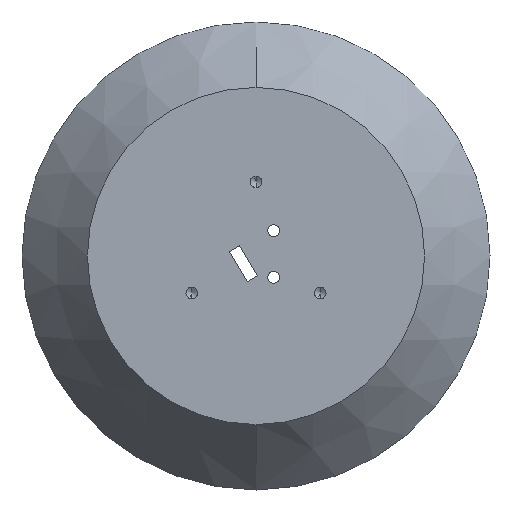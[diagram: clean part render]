
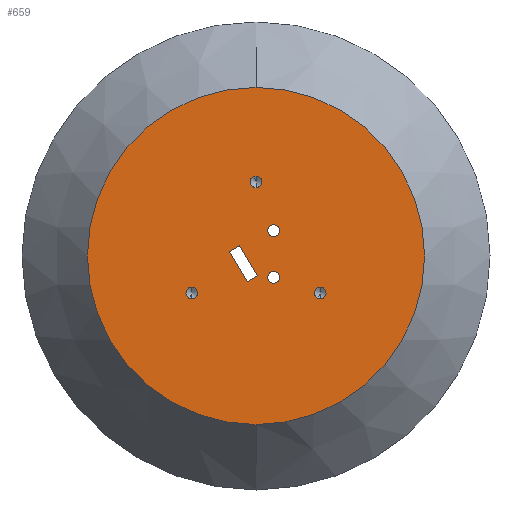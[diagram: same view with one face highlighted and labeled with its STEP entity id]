
A CAD part, front view. The second image highlights one B-rep face of the part: STEP entity #659.
In plain terms, the highlighted planar face has unit normal (0, -1, 0).
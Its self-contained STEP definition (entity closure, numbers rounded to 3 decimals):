
#6 = ORIENTED_EDGE ( 'NONE', *, *, #927, .F. ) ;
#9 = DIRECTION ( 'NONE',  ( 0., -1., 0. ) ) ;
#12 = CIRCLE ( 'NONE', #957, 1.5 ) ;
#15 = CIRCLE ( 'NONE', #483, 1.5 ) ;
#22 = CARTESIAN_POINT ( 'NONE',  ( 4.5, -20., 6.5 ) ) ;
#33 = CARTESIAN_POINT ( 'NONE',  ( -16.454, -20., -9.5 ) ) ;
#37 = FACE_BOUND ( 'NONE', #509, .T. ) ;
#38 = CIRCLE ( 'NONE', #69, 43.218 ) ;
#41 = VERTEX_POINT ( 'NONE', #81 ) ;
#51 = EDGE_CURVE ( 'NONE', #754, #729, #1113, .T. ) ;
#69 = AXIS2_PLACEMENT_3D ( 'NONE', #1153, #638, #1532 ) ;
#75 = VERTEX_POINT ( 'NONE', #1123 ) ;
#81 = CARTESIAN_POINT ( 'NONE',  ( 0., -20., 20.5 ) ) ;
#84 = CARTESIAN_POINT ( 'NONE',  ( -2.228, -20., -6.594 ) ) ;
#89 = CARTESIAN_POINT ( 'NONE',  ( -16.454, -20., -9.5 ) ) ;
#91 = VECTOR ( 'NONE', #739, 1000. ) ;
#92 = ORIENTED_EDGE ( 'NONE', *, *, #815, .F. ) ;
#126 = AXIS2_PLACEMENT_3D ( 'NONE', #33, #712, #1194 ) ;
#137 = DIRECTION ( 'NONE',  ( 0., 0., 1. ) ) ;
#144 = CARTESIAN_POINT ( 'NONE',  ( 16.454, -20., -8. ) ) ;
#210 = EDGE_CURVE ( 'NONE', #894, #652, #1281, .T. ) ;
#221 = DIRECTION ( 'NONE',  ( 0., 0., 1. ) ) ;
#227 = DIRECTION ( 'NONE',  ( 0., 0., 1. ) ) ;
#240 = DIRECTION ( 'NONE',  ( 0., -1., 0. ) ) ;
#267 = EDGE_LOOP ( 'NONE', ( #1102, #656 ) ) ;
#268 = DIRECTION ( 'NONE',  ( 0., 1., 0. ) ) ;
#269 = DIRECTION ( 'NONE',  ( 0., 1., 0. ) ) ;
#277 = DIRECTION ( 'NONE',  ( 0., 0., 1. ) ) ;
#280 = CARTESIAN_POINT ( 'NONE',  ( 0., -20., 0. ) ) ;
#305 = DIRECTION ( 'NONE',  ( 0., 0., 1. ) ) ;
#314 = CIRCLE ( 'NONE', #392, 1.5 ) ;
#315 = CIRCLE ( 'NONE', #1259, 1.5 ) ;
#318 = VERTEX_POINT ( 'NONE', #1633 ) ;
#345 = FACE_OUTER_BOUND ( 'NONE', #1558, .T. ) ;
#351 = DIRECTION ( 'NONE',  ( 0., 0., -1. ) ) ;
#353 = EDGE_LOOP ( 'NONE', ( #1181, #1336 ) ) ;
#356 = VERTEX_POINT ( 'NONE', #755 ) ;
#361 = CARTESIAN_POINT ( 'NONE',  ( 0.342, -20., -5.047 ) ) ;
#371 = VERTEX_POINT ( 'NONE', #1010 ) ;
#379 = DIRECTION ( 'NONE',  ( 0., 0., -1. ) ) ;
#383 = VERTEX_POINT ( 'NONE', #1129 ) ;
#384 = CARTESIAN_POINT ( 'NONE',  ( -6.87, -20., 1.117 ) ) ;
#391 = ORIENTED_EDGE ( 'NONE', *, *, #1234, .T. ) ;
#392 = AXIS2_PLACEMENT_3D ( 'NONE', #908, #9, #1554 ) ;
#408 = EDGE_CURVE ( 'NONE', #383, #318, #1152, .T. ) ;
#439 = DIRECTION ( 'NONE',  ( -0.516, 0., 0.857 ) ) ;
#452 = EDGE_CURVE ( 'NONE', #528, #371, #556, .T. ) ;
#454 = ORIENTED_EDGE ( 'NONE', *, *, #1330, .T. ) ;
#472 = VERTEX_POINT ( 'NONE', #1424 ) ;
#483 = AXIS2_PLACEMENT_3D ( 'NONE', #655, #269, #277 ) ;
#484 = EDGE_CURVE ( 'NONE', #472, #41, #925, .T. ) ;
#493 = CARTESIAN_POINT ( 'NONE',  ( 4.5, -20., -4. ) ) ;
#504 = AXIS2_PLACEMENT_3D ( 'NONE', #1324, #546, #926 ) ;
#509 = EDGE_LOOP ( 'NONE', ( #674, #766, #514, #740 ) ) ;
#513 = EDGE_CURVE ( 'NONE', #545, #1227, #314, .T. ) ;
#514 = ORIENTED_EDGE ( 'NONE', *, *, #51, .T. ) ;
#528 = VERTEX_POINT ( 'NONE', #890 ) ;
#530 = CARTESIAN_POINT ( 'NONE',  ( 0., -20., 19. ) ) ;
#539 = CARTESIAN_POINT ( 'NONE',  ( 4.5, -20., -7. ) ) ;
#540 = CARTESIAN_POINT ( 'NONE',  ( 16.454, -20., -9.5 ) ) ;
#545 = VERTEX_POINT ( 'NONE', #144 ) ;
#546 = DIRECTION ( 'NONE',  ( 0., 1., 0. ) ) ;
#550 = VERTEX_POINT ( 'NONE', #539 ) ;
#556 = CIRCLE ( 'NONE', #1640, 1.5 ) ;
#564 = FACE_BOUND ( 'NONE', #267, .T. ) ;
#588 = EDGE_CURVE ( 'NONE', #729, #383, #1582, .T. ) ;
#593 = CIRCLE ( 'NONE', #1095, 1.5 ) ;
#633 = EDGE_CURVE ( 'NONE', #371, #528, #1465, .T. ) ;
#638 = DIRECTION ( 'NONE',  ( 0., 1., 0. ) ) ;
#652 = VERTEX_POINT ( 'NONE', #1457 ) ;
#655 = CARTESIAN_POINT ( 'NONE',  ( 4.5, -20., -5.5 ) ) ;
#656 = ORIENTED_EDGE ( 'NONE', *, *, #919, .F. ) ;
#658 = DIRECTION ( 'NONE',  ( 0., -1., 0. ) ) ;
#659 = ADVANCED_FACE ( 'NONE', ( #37, #564, #1074, #1081, #1577, #707, #345 ), #1262, .F. ) ;
#674 = ORIENTED_EDGE ( 'NONE', *, *, #408, .T. ) ;
#698 = CARTESIAN_POINT ( 'NONE',  ( -2.228, -20., -6.594 ) ) ;
#707 = FACE_BOUND ( 'NONE', #1053, .T. ) ;
#712 = DIRECTION ( 'NONE',  ( 0., -1., 0. ) ) ;
#727 = EDGE_LOOP ( 'NONE', ( #92, #6 ) ) ;
#729 = VERTEX_POINT ( 'NONE', #84 ) ;
#739 = DIRECTION ( 'NONE',  ( -0.857, 0., -0.516 ) ) ;
#740 = ORIENTED_EDGE ( 'NONE', *, *, #588, .T. ) ;
#746 = DIRECTION ( 'NONE',  ( 0., 0., -1. ) ) ;
#754 = VERTEX_POINT ( 'NONE', #361 ) ;
#755 = CARTESIAN_POINT ( 'NONE',  ( -16.454, -20., -11. ) ) ;
#766 = ORIENTED_EDGE ( 'NONE', *, *, #1148, .F. ) ;
#791 = DIRECTION ( 'NONE',  ( 0., 1., 0. ) ) ;
#794 = VECTOR ( 'NONE', #802, 1000. ) ;
#802 = DIRECTION ( 'NONE',  ( -0.516, 0., 0.857 ) ) ;
#815 = EDGE_CURVE ( 'NONE', #356, #75, #852, .T. ) ;
#852 = CIRCLE ( 'NONE', #126, 1.5 ) ;
#855 = VECTOR ( 'NONE', #439, 1000. ) ;
#864 = CARTESIAN_POINT ( 'NONE',  ( 0.342, -20., -5.047 ) ) ;
#890 = CARTESIAN_POINT ( 'NONE',  ( 4.5, -20., 5. ) ) ;
#894 = VERTEX_POINT ( 'NONE', #1096 ) ;
#903 = AXIS2_PLACEMENT_3D ( 'NONE', #530, #658, #1429 ) ;
#908 = CARTESIAN_POINT ( 'NONE',  ( 16.454, -20., -9.5 ) ) ;
#919 = EDGE_CURVE ( 'NONE', #41, #472, #315, .T. ) ;
#925 = CIRCLE ( 'NONE', #903, 1.5 ) ;
#926 = DIRECTION ( 'NONE',  ( 0., 0., 1. ) ) ;
#927 = EDGE_CURVE ( 'NONE', #75, #356, #12, .T. ) ;
#957 = AXIS2_PLACEMENT_3D ( 'NONE', #89, #1367, #351 ) ;
#958 = CARTESIAN_POINT ( 'NONE',  ( 0.342, -20., -5.047 ) ) ;
#983 = DIRECTION ( 'NONE',  ( 0., 1., 0. ) ) ;
#1010 = CARTESIAN_POINT ( 'NONE',  ( 4.5, -20., 8. ) ) ;
#1029 = ORIENTED_EDGE ( 'NONE', *, *, #210, .F. ) ;
#1053 = EDGE_LOOP ( 'NONE', ( #1530, #1177 ) ) ;
#1064 = AXIS2_PLACEMENT_3D ( 'NONE', #1373, #1623, #221 ) ;
#1074 = FACE_BOUND ( 'NONE', #353, .T. ) ;
#1081 = FACE_BOUND ( 'NONE', #727, .T. ) ;
#1090 = AXIS2_PLACEMENT_3D ( 'NONE', #280, #791, #305 ) ;
#1095 = AXIS2_PLACEMENT_3D ( 'NONE', #1354, #983, #227 ) ;
#1096 = CARTESIAN_POINT ( 'NONE',  ( 0., -20., -43.218 ) ) ;
#1102 = ORIENTED_EDGE ( 'NONE', *, *, #484, .F. ) ;
#1113 = LINE ( 'NONE', #864, #91 ) ;
#1122 = CARTESIAN_POINT ( 'NONE',  ( 0., -20., 19. ) ) ;
#1123 = CARTESIAN_POINT ( 'NONE',  ( -16.454, -20., -8. ) ) ;
#1127 = ORIENTED_EDGE ( 'NONE', *, *, #1320, .F. ) ;
#1129 = CARTESIAN_POINT ( 'NONE',  ( -6.87, -20., 1.117 ) ) ;
#1148 = EDGE_CURVE ( 'NONE', #754, #318, #1204, .T. ) ;
#1149 = AXIS2_PLACEMENT_3D ( 'NONE', #540, #1526, #379 ) ;
#1152 = LINE ( 'NONE', #384, #1589 ) ;
#1153 = CARTESIAN_POINT ( 'NONE',  ( 0., -20., 0. ) ) ;
#1177 = ORIENTED_EDGE ( 'NONE', *, *, #452, .T. ) ;
#1181 = ORIENTED_EDGE ( 'NONE', *, *, #1283, .F. ) ;
#1194 = DIRECTION ( 'NONE',  ( 0., 0., -1. ) ) ;
#1203 = CIRCLE ( 'NONE', #1149, 1.5 ) ;
#1204 = LINE ( 'NONE', #958, #855 ) ;
#1207 = VERTEX_POINT ( 'NONE', #493 ) ;
#1227 = VERTEX_POINT ( 'NONE', #1363 ) ;
#1234 = EDGE_CURVE ( 'NONE', #550, #1207, #593, .T. ) ;
#1259 = AXIS2_PLACEMENT_3D ( 'NONE', #1122, #240, #746 ) ;
#1262 = PLANE ( 'NONE',  #1064 ) ;
#1281 = CIRCLE ( 'NONE', #1090, 43.218 ) ;
#1283 = EDGE_CURVE ( 'NONE', #1227, #545, #1203, .T. ) ;
#1320 = EDGE_CURVE ( 'NONE', #652, #894, #38, .T. ) ;
#1324 = CARTESIAN_POINT ( 'NONE',  ( 4.5, -20., 6.5 ) ) ;
#1326 = EDGE_LOOP ( 'NONE', ( #454, #391 ) ) ;
#1330 = EDGE_CURVE ( 'NONE', #1207, #550, #15, .T. ) ;
#1336 = ORIENTED_EDGE ( 'NONE', *, *, #513, .F. ) ;
#1354 = CARTESIAN_POINT ( 'NONE',  ( 4.5, -20., -5.5 ) ) ;
#1363 = CARTESIAN_POINT ( 'NONE',  ( 16.454, -20., -11. ) ) ;
#1367 = DIRECTION ( 'NONE',  ( 0., -1., 0. ) ) ;
#1373 = CARTESIAN_POINT ( 'NONE',  ( 0., -20., 0. ) ) ;
#1424 = CARTESIAN_POINT ( 'NONE',  ( 0., -20., 17.5 ) ) ;
#1429 = DIRECTION ( 'NONE',  ( 0., 0., -1. ) ) ;
#1457 = CARTESIAN_POINT ( 'NONE',  ( 0., -20., 43.218 ) ) ;
#1465 = CIRCLE ( 'NONE', #504, 1.5 ) ;
#1526 = DIRECTION ( 'NONE',  ( 0., -1., 0. ) ) ;
#1530 = ORIENTED_EDGE ( 'NONE', *, *, #633, .T. ) ;
#1532 = DIRECTION ( 'NONE',  ( 0., 0., 1. ) ) ;
#1554 = DIRECTION ( 'NONE',  ( 0., 0., -1. ) ) ;
#1558 = EDGE_LOOP ( 'NONE', ( #1127, #1029 ) ) ;
#1577 = FACE_BOUND ( 'NONE', #1326, .T. ) ;
#1582 = LINE ( 'NONE', #698, #794 ) ;
#1589 = VECTOR ( 'NONE', #1649, 1000. ) ;
#1623 = DIRECTION ( 'NONE',  ( 0., 1., 0. ) ) ;
#1633 = CARTESIAN_POINT ( 'NONE',  ( -4.3, -20., 2.664 ) ) ;
#1640 = AXIS2_PLACEMENT_3D ( 'NONE', #22, #268, #137 ) ;
#1649 = DIRECTION ( 'NONE',  ( 0.857, 0., 0.516 ) ) ;
